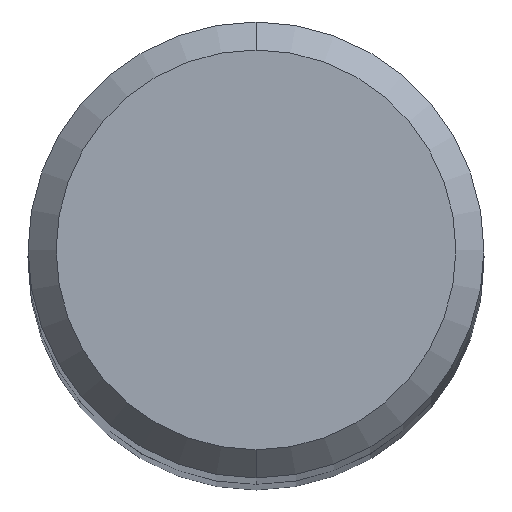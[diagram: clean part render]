
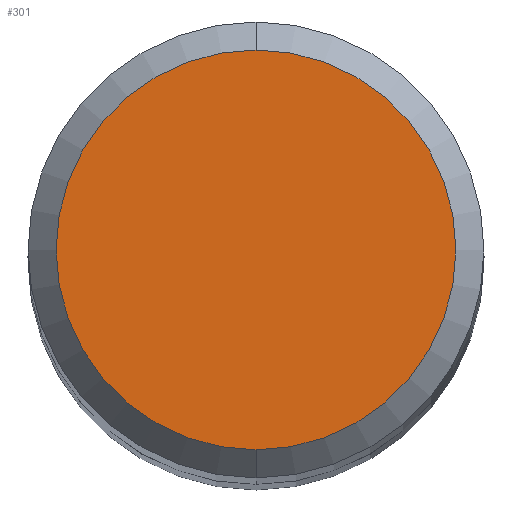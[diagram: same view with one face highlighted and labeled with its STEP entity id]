
A CAD part, top view. The second image highlights one B-rep face of the part: STEP entity #301.
In plain terms, the highlighted planar face has unit normal (0, 0, 1).
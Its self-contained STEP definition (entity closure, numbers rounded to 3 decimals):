
#175=VERTEX_POINT('',#451);
#229=EDGE_CURVE('',#249,#175,#511,.T.);
#249=VERTEX_POINT('',#532);
#301=ADVANCED_FACE('',(#593),#594,.T.);
#365=EDGE_CURVE('',#175,#249,#660,.T.);
#451=CARTESIAN_POINT('',(0.,-2.85,0.0));
#511=CIRCLE('',#859,2.85);
#532=CARTESIAN_POINT('',(0.0,2.85,0.0));
#593=FACE_OUTER_BOUND('',#1013,.T.);
#594=PLANE('',#1014);
#660=CIRCLE('',#1175,2.85);
#859=AXIS2_PLACEMENT_3D('',#1403,#1404,#1405);
#1013=EDGE_LOOP('',(#1509,#1510));
#1014=AXIS2_PLACEMENT_3D('',#1511,#1512,#1513);
#1175=AXIS2_PLACEMENT_3D('',#1565,#1566,#1567);
#1403=CARTESIAN_POINT('',(0.0,0.0,0.0));
#1404=DIRECTION('',(0.0,0.0,-1.0));
#1405=DIRECTION('',(0.0,1.0,0.0));
#1509=ORIENTED_EDGE('',*,*,#229,.F.);
#1510=ORIENTED_EDGE('',*,*,#365,.F.);
#1511=CARTESIAN_POINT('',(0.0,1.425,0.0));
#1512=DIRECTION('',(-0.0,0.0,1.0));
#1513=DIRECTION('',(0.0,-1.0,0.0));
#1565=CARTESIAN_POINT('',(0.0,0.0,0.0));
#1566=DIRECTION('',(0.0,0.0,-1.0));
#1567=DIRECTION('',(0.0,1.0,0.0));
